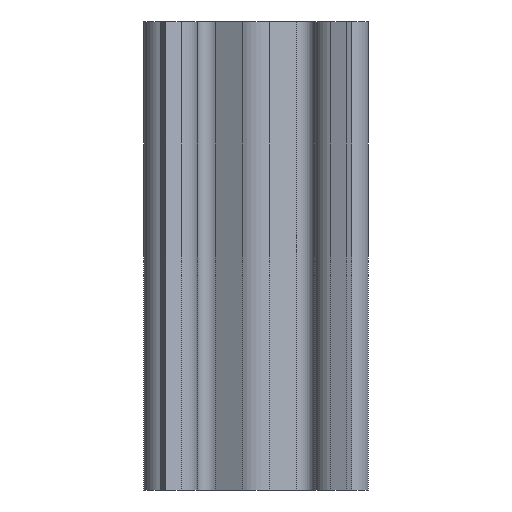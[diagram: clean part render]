
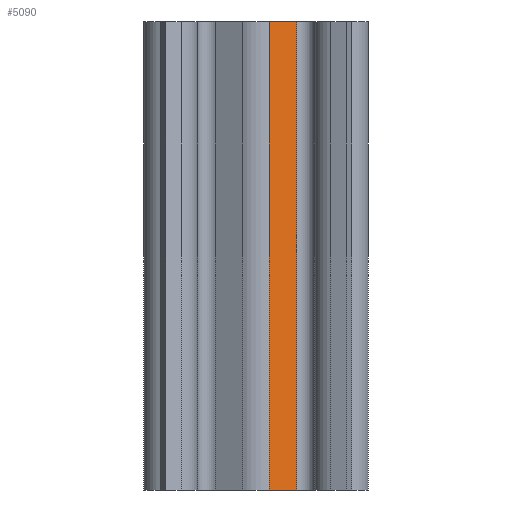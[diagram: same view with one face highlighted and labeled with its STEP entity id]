
A CAD part, front view. The second image highlights one B-rep face of the part: STEP entity #5090.
In plain terms, the highlighted planar face has unit normal (0.5, -0.866, 0).
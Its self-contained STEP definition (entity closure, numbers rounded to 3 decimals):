
#39=PLANE('',#5426);
#200=FACE_OUTER_BOUND('',#466,.T.);
#466=EDGE_LOOP('',(#3523,#3524,#3525,#3526));
#780=LINE('',#7736,#1312);
#781=LINE('',#7739,#1313);
#782=LINE('',#7741,#1314);
#783=LINE('',#7742,#1315);
#1312=VECTOR('',#6150,10.);
#1313=VECTOR('',#6153,10.);
#1314=VECTOR('',#6154,10.);
#1315=VECTOR('',#6155,10.);
#2105=VERTEX_POINT('',#7732);
#2106=VERTEX_POINT('',#7734);
#2107=VERTEX_POINT('',#7738);
#2108=VERTEX_POINT('',#7740);
#2682=EDGE_CURVE('',#2105,#2106,#780,.T.);
#2683=EDGE_CURVE('',#2107,#2105,#781,.T.);
#2684=EDGE_CURVE('',#2108,#2106,#782,.T.);
#2685=EDGE_CURVE('',#2107,#2108,#783,.T.);
#3523=ORIENTED_EDGE('',*,*,#2683,.T.);
#3524=ORIENTED_EDGE('',*,*,#2682,.T.);
#3525=ORIENTED_EDGE('',*,*,#2684,.F.);
#3526=ORIENTED_EDGE('',*,*,#2685,.F.);
#5090=ADVANCED_FACE('',(#200),#39,.T.);
#5426=AXIS2_PLACEMENT_3D('',#7737,#6151,#6152);
#6150=DIRECTION('',(0.,0.,1.));
#6151=DIRECTION('center_axis',(0.5,-0.866,0.));
#6152=DIRECTION('ref_axis',(0.866,0.5,0.));
#6153=DIRECTION('',(0.866,0.5,0.));
#6154=DIRECTION('',(0.866,0.5,0.));
#6155=DIRECTION('',(0.,0.,1.));
#7732=CARTESIAN_POINT('',(-0.639,126.02,0.));
#7734=CARTESIAN_POINT('',(-0.639,126.02,48.));
#7736=CARTESIAN_POINT('',(-0.639,126.02,0.));
#7737=CARTESIAN_POINT('Origin',(-3.489,124.374,0.));
#7738=CARTESIAN_POINT('',(-3.489,124.374,0.));
#7739=CARTESIAN_POINT('',(-3.489,124.374,0.));
#7740=CARTESIAN_POINT('',(-3.489,124.374,48.));
#7741=CARTESIAN_POINT('',(-3.489,124.374,48.));
#7742=CARTESIAN_POINT('',(-3.489,124.374,0.));
